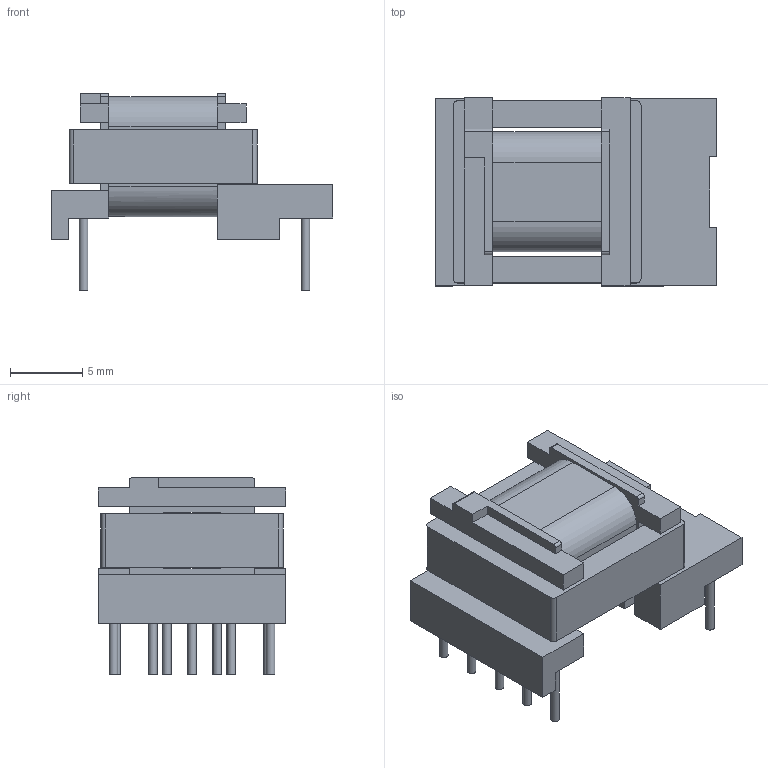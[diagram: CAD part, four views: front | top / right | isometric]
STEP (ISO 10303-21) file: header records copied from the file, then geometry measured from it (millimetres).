
FILE_DESCRIPTION(/* description */ ('Unknown'),/* implementation_level */ '2;1');
FILE_NAME(/* name */ 'T_Wurth_WE-UNIT-EE13_7_4H',/* time_stamp */ '2025-09-11T15:48:52+08:00',/* author */ ('Unknown'),/* organization */ ('Unknown'),/* preprocessor_version */ 'ST-DEVELOPER v19.4',/* originating_system */ 'Solid Edge',/* authorisation */ 'Unknown');
FILE_SCHEMA (('AUTOMOTIVE_DESIGN {1 0 10303 214 3 1 1}'));
Length unit declared in the file: millimetre
Products named in the file (2): T_Wurth_WE-UNIT-EE13_7_4H
Assembly tree (1 placements, depth 2):
  T_Wurth_WE-UNIT-EE13_7_4H
    T_Wurth_WE-UNIT-EE13_7_4H
Bounding box: 19.5 x 13 x 13.6 mm (x, y, z)
Volume: 1338.3 mm3; surface area: 1851.4 mm2
Topology: 2 solids, 2 shells, 133 faces, 363 edges, 243 vertices
Faces by surface type: plane 106, cylinder 27
Full cylindrical faces by diameter (mm): 0.6 x9
Entity records: 4116 total; most frequent: CARTESIAN_POINT 714, ORIENTED_EDGE 690, DIRECTION 673, EDGE_CURVE 345, LINE 287, VECTOR 287, VERTEX_POINT 234, AXIS2_PLACEMENT_3D 193
